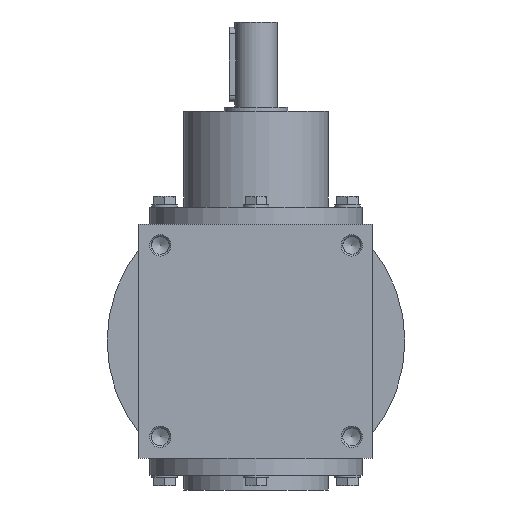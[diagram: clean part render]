
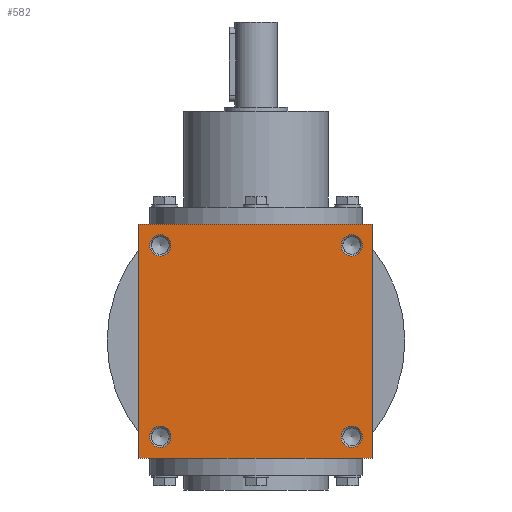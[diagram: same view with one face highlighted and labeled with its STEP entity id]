
A CAD part, left-side view. The second image highlights one B-rep face of the part: STEP entity #582.
In plain terms, the highlighted face is planar.
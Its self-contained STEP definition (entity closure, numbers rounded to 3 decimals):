
#582 = ADVANCED_FACE( '', ( #1228, #1229, #1230, #1231, #1232 ), #1233, .F. );
#1228 = FACE_BOUND( '', #1911, .T. );
#1229 = FACE_BOUND( '', #1912, .T. );
#1230 = FACE_BOUND( '', #1913, .T. );
#1231 = FACE_BOUND( '', #1914, .T. );
#1232 = FACE_OUTER_BOUND( '', #1915, .T. );
#1233 = PLANE( '', #1916 );
#1911 = EDGE_LOOP( '', ( #2993 ) );
#1912 = EDGE_LOOP( '', ( #2994 ) );
#1913 = EDGE_LOOP( '', ( #2995 ) );
#1914 = EDGE_LOOP( '', ( #2996 ) );
#1915 = EDGE_LOOP( '', ( #2997, #2998, #2999, #3000 ) );
#1916 = AXIS2_PLACEMENT_3D( '', #3001, #3002, #3003 );
#2993 = ORIENTED_EDGE( '', *, *, #3427, .F. );
#2994 = ORIENTED_EDGE( '', *, *, #3708, .T. );
#2995 = ORIENTED_EDGE( '', *, *, #3734, .F. );
#2996 = ORIENTED_EDGE( '', *, *, #3735, .T. );
#2997 = ORIENTED_EDGE( '', *, *, #3384, .F. );
#2998 = ORIENTED_EDGE( '', *, *, #3466, .F. );
#2999 = ORIENTED_EDGE( '', *, *, #3736, .F. );
#3000 = ORIENTED_EDGE( '', *, *, #3602, .F. );
#3001 = CARTESIAN_POINT( '', ( 0., 0., -55. ) );
#3002 = DIRECTION( '', ( 0., 0., 1. ) );
#3003 = DIRECTION( '', ( 1., 0., 0. ) );
#3384 = EDGE_CURVE( '', #3889, #3890, #3891, .T. );
#3427 = EDGE_CURVE( '', #3958, #3958, #3959, .T. );
#3466 = EDGE_CURVE( '', #4026, #3889, #4027, .T. );
#3602 = EDGE_CURVE( '', #3890, #4230, #4231, .T. );
#3708 = EDGE_CURVE( '', #4366, #4366, #4367, .T. );
#3734 = EDGE_CURVE( '', #4398, #4398, #4399, .T. );
#3735 = EDGE_CURVE( '', #4400, #4400, #4401, .T. );
#3736 = EDGE_CURVE( '', #4230, #4026, #4402, .T. );
#3889 = VERTEX_POINT( '', #4558 );
#3890 = VERTEX_POINT( '', #4559 );
#3891 = LINE( '', #4560, #4561 );
#3958 = VERTEX_POINT( '', #4695 );
#3959 = CIRCLE( '', #4696, 5. );
#4026 = VERTEX_POINT( '', #4782 );
#4027 = LINE( '', #4783, #4784 );
#4230 = VERTEX_POINT( '', #5022 );
#4231 = LINE( '', #5023, #5024 );
#4366 = VERTEX_POINT( '', #5190 );
#4367 = CIRCLE( '', #5191, 5. );
#4398 = VERTEX_POINT( '', #5224 );
#4399 = CIRCLE( '', #5225, 5. );
#4400 = VERTEX_POINT( '', #5226 );
#4401 = CIRCLE( '', #5227, 5. );
#4402 = LINE( '', #5228, #5229 );
#4558 = CARTESIAN_POINT( '', ( -55., 55., -55. ) );
#4559 = CARTESIAN_POINT( '', ( -55., -55., -55. ) );
#4560 = CARTESIAN_POINT( '', ( -55., 55., -55. ) );
#4561 = VECTOR( '', #5402, 1000. );
#4695 = CARTESIAN_POINT( '', ( -50., 45., -55. ) );
#4696 = AXIS2_PLACEMENT_3D( '', #5474, #5475, #5476 );
#4782 = CARTESIAN_POINT( '', ( 55., 55., -55. ) );
#4783 = CARTESIAN_POINT( '', ( 55., 55., -55. ) );
#4784 = VECTOR( '', #5540, 1000. );
#5022 = CARTESIAN_POINT( '', ( 55., -55., -55. ) );
#5023 = CARTESIAN_POINT( '', ( -55., -55., -55. ) );
#5024 = VECTOR( '', #5770, 1000. );
#5190 = CARTESIAN_POINT( '', ( 50., 45., -55. ) );
#5191 = AXIS2_PLACEMENT_3D( '', #5909, #5910, #5911 );
#5224 = CARTESIAN_POINT( '', ( -50., -45., -55. ) );
#5225 = AXIS2_PLACEMENT_3D( '', #5944, #5945, #5946 );
#5226 = CARTESIAN_POINT( '', ( 50., -45., -55. ) );
#5227 = AXIS2_PLACEMENT_3D( '', #5947, #5948, #5949 );
#5228 = CARTESIAN_POINT( '', ( 55., -55., -55. ) );
#5229 = VECTOR( '', #5950, 1000. );
#5402 = DIRECTION( '', ( 0., -1., 0. ) );
#5474 = CARTESIAN_POINT( '', ( -45., 45., -55. ) );
#5475 = DIRECTION( '', ( 0., 0., -1. ) );
#5476 = DIRECTION( '', ( -1., 0., 0. ) );
#5540 = DIRECTION( '', ( -1., 0., 0. ) );
#5770 = DIRECTION( '', ( 1., 0., 0. ) );
#5909 = CARTESIAN_POINT( '', ( 45., 45., -55. ) );
#5910 = DIRECTION( '', ( 0., 0., 1. ) );
#5911 = DIRECTION( '', ( 1., 0., 0. ) );
#5944 = CARTESIAN_POINT( '', ( -45., -45., -55. ) );
#5945 = DIRECTION( '', ( 0., 0., -1. ) );
#5946 = DIRECTION( '', ( -1., 0., 0. ) );
#5947 = CARTESIAN_POINT( '', ( 45., -45., -55. ) );
#5948 = DIRECTION( '', ( 0., 0., 1. ) );
#5949 = DIRECTION( '', ( 1., 0., 0. ) );
#5950 = DIRECTION( '', ( 0., 1., 0. ) );
